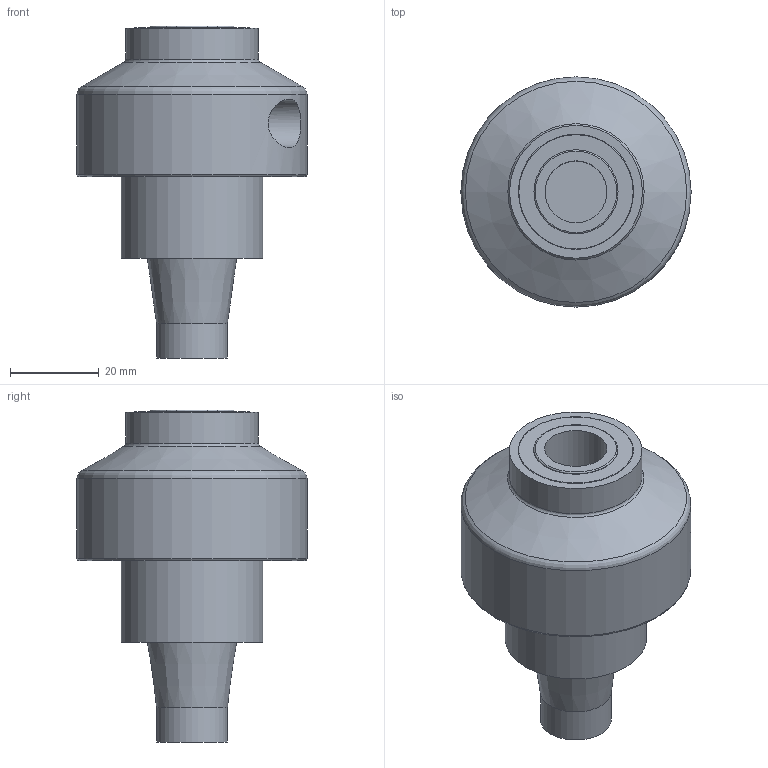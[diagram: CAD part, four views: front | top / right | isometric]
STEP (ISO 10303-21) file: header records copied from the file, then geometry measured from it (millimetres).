
FILE_DESCRIPTION(/* description */ (''),/* implementation_level */ '2;1');
FILE_NAME(/* name */ 'W9991009_stp.stp',/* time_stamp */ '2017-05-15T12:59:50+02:00',/* author */ (''),/* organization */ (''),/* preprocessor_version */ 'ST-DEVELOPER v15',/* originating_system */ 'SIEMENS PLM Software NX 9.0',/* authorisation */ '');
FILE_SCHEMA (('AUTOMOTIVE_DESIGN { 1 0 10303 214 3 1 1 1 }'));
Length unit declared in the file: millimetre
Products named in the file (1): reic1F4CA23Dzaa7
Bounding box: 52 x 52 x 75 mm (x, y, z)
Volume: 68492.7 mm3; surface area: 13483.7 mm2
Topology: 1 solids, 1 shells, 24 faces, 41 edges, 26 vertices
Faces by surface type: plane 9, cylinder 7, torus 5, cone 3
Full cylindrical faces by diameter (mm): 11 x1, 14 x1, 16 x1, 19 x1, 30 x1, 32 x1, 52 x1
Entity records: 646 total; most frequent: CARTESIAN_POINT 173, DIRECTION 94, ORIENTED_EDGE 48, AXIS2_PLACEMENT_3D 47, EDGE_LOOP 46, FACE_BOUND 43, ADVANCED_FACE 24, VERTEX_POINT 24
